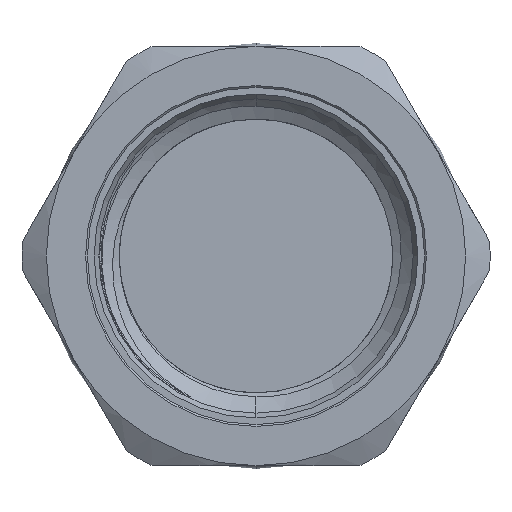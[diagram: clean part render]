
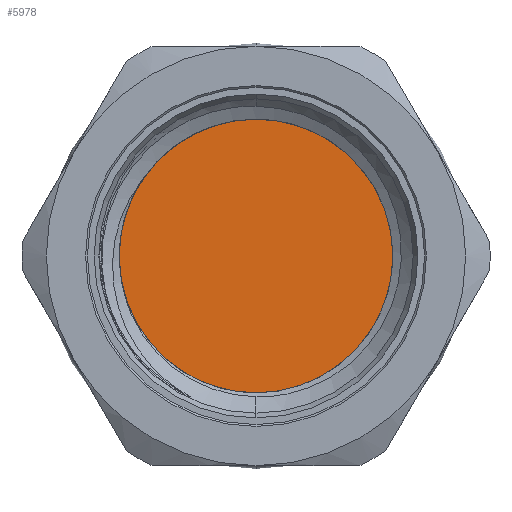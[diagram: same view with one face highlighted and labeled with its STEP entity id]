
A CAD part, left-side view. The second image highlights one B-rep face of the part: STEP entity #5978.
In plain terms, the highlighted planar face has unit normal (-1, 0, 0).
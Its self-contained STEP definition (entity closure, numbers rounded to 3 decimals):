
#1598 = CARTESIAN_POINT ( 'NONE',  ( 13.44, 0., 0. ) ) ;
#1599 = DIRECTION ( 'NONE',  ( -1., 0., 0. ) ) ;
#1600 = DIRECTION ( 'NONE',  ( 0., 0., -1. ) ) ;
#1901 = CIRCLE ( 'NONE', #10386, 7.25 ) ;
#2115 = PLANE ( 'NONE',  #7282 ) ;
#2133 = EDGE_LOOP ( 'NONE', ( #2578, #2330 ) ) ;
#2330 = ORIENTED_EDGE ( 'NONE', *, *, #10595, .T. ) ;
#2578 = ORIENTED_EDGE ( 'NONE', *, *, #7324, .T. ) ;
#2876 = DIRECTION ( 'NONE',  ( 1., 0., 0. ) ) ;
#3976 = CARTESIAN_POINT ( 'NONE',  ( 13.44, 0., 0. ) ) ;
#3977 = DIRECTION ( 'NONE',  ( -1., 0., 0. ) ) ;
#3978 = DIRECTION ( 'NONE',  ( 0., 0., -1. ) ) ;
#4162 = VERTEX_POINT ( 'NONE', #8221 ) ;
#4243 = VERTEX_POINT ( 'NONE', #8302 ) ;
#5430 = CIRCLE ( 'NONE', #7217, 7.25 ) ;
#5769 = FACE_OUTER_BOUND ( 'NONE', #2133, .T. ) ;
#5978 = ADVANCED_FACE ( 'NONE', ( #5769 ), #2115, .F. ) ;
#7217 = AXIS2_PLACEMENT_3D ( 'NONE', #1598, #1599, #1600 ) ;
#7282 = AXIS2_PLACEMENT_3D ( 'NONE', #11550, #2876, #8328 ) ;
#7324 = EDGE_CURVE ( 'NONE', #4162, #4243, #5430, .T. ) ;
#8221 = CARTESIAN_POINT ( 'NONE',  ( 13.44, 0., 7.25 ) ) ;
#8302 = CARTESIAN_POINT ( 'NONE',  ( 13.44, 0., -7.25 ) ) ;
#8328 = DIRECTION ( 'NONE',  ( 0., 0., -1. ) ) ;
#10386 = AXIS2_PLACEMENT_3D ( 'NONE', #3976, #3977, #3978 ) ;
#10595 = EDGE_CURVE ( 'NONE', #4243, #4162, #1901, .T. ) ;
#11550 = CARTESIAN_POINT ( 'NONE',  ( 13.44, 0., 0. ) ) ;
